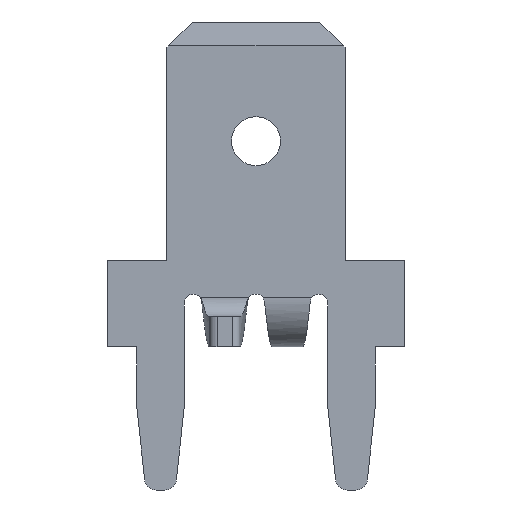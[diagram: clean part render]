
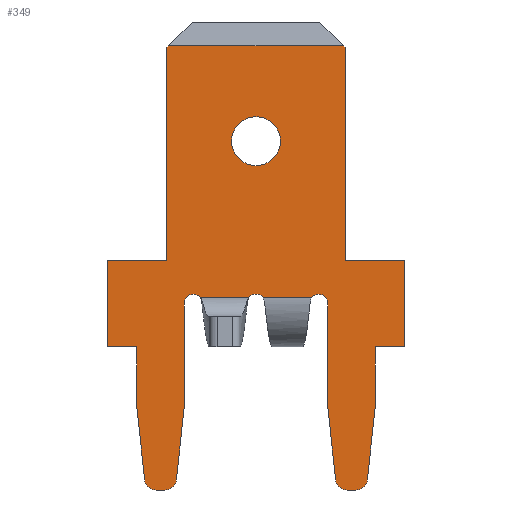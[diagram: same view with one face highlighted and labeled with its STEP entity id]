
A CAD part, front view. The second image highlights one B-rep face of the part: STEP entity #349.
In plain terms, the highlighted planar face has unit normal (0, -1, 0).
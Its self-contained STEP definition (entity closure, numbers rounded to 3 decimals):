
#349=ADVANCED_FACE('',(#832,#834),#836,.F.);
#832=FACE_BOUND('',#833,.T.);
#833=EDGE_LOOP('',(#1306,#1307,#1308,#1309,#1310,#1311,#1312,#1313,#1314,#1315,#1316,
#1317,#1318,#1319,#1320,#1321,#1322,#1323,#1324,#1325,#1326,#1327,#1328,#1329,#1330,
#1331,#1332,#1333,#1334,#1335));
#834=FACE_BOUND('',#835,.T.);
#835=EDGE_LOOP('',(#1336));
#836=PLANE('',#837);
#837=AXIS2_PLACEMENT_3D('',#838,#839,#840);
#838=CARTESIAN_POINT('',(0.,-0.4,0.));
#839=DIRECTION('',(-0.,1.,0.));
#840=DIRECTION('',(1.,0.,0.));
#1306=ORIENTED_EDGE('',*,*,#1560,.F.);
#1307=ORIENTED_EDGE('',*,*,#1522,.F.);
#1308=ORIENTED_EDGE('',*,*,#1523,.F.);
#1309=ORIENTED_EDGE('',*,*,#1525,.F.);
#1310=ORIENTED_EDGE('',*,*,#1527,.F.);
#1311=ORIENTED_EDGE('',*,*,#1529,.F.);
#1312=ORIENTED_EDGE('',*,*,#1531,.F.);
#1313=ORIENTED_EDGE('',*,*,#1533,.F.);
#1314=ORIENTED_EDGE('',*,*,#1535,.F.);
#1315=ORIENTED_EDGE('',*,*,#1537,.F.);
#1316=ORIENTED_EDGE('',*,*,#1539,.F.);
#1317=ORIENTED_EDGE('',*,*,#1541,.F.);
#1318=ORIENTED_EDGE('',*,*,#1543,.F.);
#1319=ORIENTED_EDGE('',*,*,#1546,.F.);
#1320=ORIENTED_EDGE('',*,*,#1561,.T.);
#1321=ORIENTED_EDGE('',*,*,#1553,.F.);
#1322=ORIENTED_EDGE('',*,*,#1562,.T.);
#1323=ORIENTED_EDGE('',*,*,#1489,.F.);
#1324=ORIENTED_EDGE('',*,*,#1490,.F.);
#1325=ORIENTED_EDGE('',*,*,#1492,.F.);
#1326=ORIENTED_EDGE('',*,*,#1494,.F.);
#1327=ORIENTED_EDGE('',*,*,#1496,.F.);
#1328=ORIENTED_EDGE('',*,*,#1498,.F.);
#1329=ORIENTED_EDGE('',*,*,#1500,.F.);
#1330=ORIENTED_EDGE('',*,*,#1502,.F.);
#1331=ORIENTED_EDGE('',*,*,#1504,.F.);
#1332=ORIENTED_EDGE('',*,*,#1506,.F.);
#1333=ORIENTED_EDGE('',*,*,#1508,.F.);
#1334=ORIENTED_EDGE('',*,*,#1510,.F.);
#1335=ORIENTED_EDGE('',*,*,#1513,.F.);
#1336=ORIENTED_EDGE('',*,*,#1486,.T.);
#1486=EDGE_CURVE('',#1679,#1679,#1680,.T.);
#1489=EDGE_CURVE('',#1683,#1681,#1685,.T.);
#1490=EDGE_CURVE('',#1686,#1683,#1687,.T.);
#1492=EDGE_CURVE('',#1689,#1686,#1690,.T.);
#1494=EDGE_CURVE('',#1692,#1689,#1693,.T.);
#1496=EDGE_CURVE('',#1695,#1692,#1696,.T.);
#1498=EDGE_CURVE('',#1698,#1695,#1699,.T.);
#1500=EDGE_CURVE('',#1701,#1698,#1702,.T.);
#1502=EDGE_CURVE('',#1704,#1701,#1705,.T.);
#1504=EDGE_CURVE('',#1707,#1704,#1708,.T.);
#1506=EDGE_CURVE('',#1710,#1707,#1711,.T.);
#1508=EDGE_CURVE('',#1713,#1710,#1714,.T.);
#1510=EDGE_CURVE('',#1716,#1713,#1717,.T.);
#1513=EDGE_CURVE('',#1719,#1716,#1722,.T.);
#1522=EDGE_CURVE('',#1734,#1731,#1736,.T.);
#1523=EDGE_CURVE('',#1737,#1734,#1738,.T.);
#1525=EDGE_CURVE('',#1740,#1737,#1741,.T.);
#1527=EDGE_CURVE('',#1743,#1740,#1744,.T.);
#1529=EDGE_CURVE('',#1746,#1743,#1747,.T.);
#1531=EDGE_CURVE('',#1749,#1746,#1750,.T.);
#1533=EDGE_CURVE('',#1752,#1749,#1753,.T.);
#1535=EDGE_CURVE('',#1755,#1752,#1756,.T.);
#1537=EDGE_CURVE('',#1758,#1755,#1759,.T.);
#1539=EDGE_CURVE('',#1761,#1758,#1762,.T.);
#1541=EDGE_CURVE('',#1764,#1761,#1765,.T.);
#1543=EDGE_CURVE('',#1767,#1764,#1768,.T.);
#1546=EDGE_CURVE('',#1770,#1767,#1772,.T.);
#1553=EDGE_CURVE('',#1782,#1784,#1785,.T.);
#1560=EDGE_CURVE('',#1731,#1719,#1796,.T.);
#1561=EDGE_CURVE('',#1770,#1784,#1797,.T.);
#1562=EDGE_CURVE('',#1782,#1681,#1798,.T.);
#1679=VERTEX_POINT('',#2001);
#1680=CIRCLE('',#2002,0.65);
#1681=VERTEX_POINT('',#2006);
#1683=VERTEX_POINT('',#2010);
#1685=CIRCLE('',#2014,0.235);
#1686=VERTEX_POINT('',#2018);
#1687=LINE('',#2019,#2020);
#1689=VERTEX_POINT('',#2025);
#1690=LINE('',#2026,#2027);
#1692=VERTEX_POINT('',#2032);
#1693=CIRCLE('',#2033,0.318);
#1695=VERTEX_POINT('',#2040);
#1696=LINE('',#2041,#2042);
#1698=VERTEX_POINT('',#2047);
#1699=CIRCLE('',#2048,0.318);
#1701=VERTEX_POINT('',#2055);
#1702=LINE('',#2056,#2057);
#1704=VERTEX_POINT('',#2062);
#1705=LINE('',#2063,#2064);
#1707=VERTEX_POINT('',#2069);
#1708=LINE('',#2070,#2071);
#1710=VERTEX_POINT('',#2076);
#1711=LINE('',#2077,#2078);
#1713=VERTEX_POINT('',#2083);
#1714=LINE('',#2084,#2085);
#1716=VERTEX_POINT('',#2090);
#1717=LINE('',#2091,#2092);
#1719=VERTEX_POINT('',#2097);
#1722=LINE('',#2102,#2103);
#1731=VERTEX_POINT('',#2123);
#1734=VERTEX_POINT('',#2130);
#1736=LINE('',#2134,#2135);
#1737=VERTEX_POINT('',#2137);
#1738=LINE('',#2138,#2139);
#1740=VERTEX_POINT('',#2144);
#1741=LINE('',#2145,#2146);
#1743=VERTEX_POINT('',#2151);
#1744=LINE('',#2152,#2153);
#1746=VERTEX_POINT('',#2158);
#1747=LINE('',#2159,#2160);
#1749=VERTEX_POINT('',#2165);
#1750=LINE('',#2166,#2167);
#1752=VERTEX_POINT('',#2172);
#1753=LINE('',#2173,#2174);
#1755=VERTEX_POINT('',#2179);
#1756=CIRCLE('',#2180,0.318);
#1758=VERTEX_POINT('',#2187);
#1759=LINE('',#2188,#2189);
#1761=VERTEX_POINT('',#2194);
#1762=CIRCLE('',#2195,0.318);
#1764=VERTEX_POINT('',#2202);
#1765=LINE('',#2203,#2204);
#1767=VERTEX_POINT('',#2209);
#1768=LINE('',#2210,#2211);
#1770=VERTEX_POINT('',#2216);
#1772=CIRCLE('',#2220,0.235);
#1782=VERTEX_POINT('',#2275);
#1784=VERTEX_POINT('',#2279);
#1785=CIRCLE('',#2280,0.235);
#1796=LINE('',#2338,#2339);
#1797=LINE('',#2341,#2342);
#1798=LINE('',#2344,#2345);
#2001=CARTESIAN_POINT('',(0.65,-0.4,5.47));
#2002=AXIS2_PLACEMENT_3D('',#2003,#2004,#2005);
#2003=CARTESIAN_POINT('',(0.,-0.4,5.47));
#2004=DIRECTION('',(-0.,1.,0.));
#2005=DIRECTION('',(1.,0.,0.));
#2006=CARTESIAN_POINT('',(1.478,-0.4,1.3));
#2010=CARTESIAN_POINT('',(1.905,-0.4,1.165));
#2014=AXIS2_PLACEMENT_3D('',#2015,#2016,#2017);
#2015=CARTESIAN_POINT('',(1.67,-0.4,1.165));
#2016=DIRECTION('',(0.,-1.,-0.));
#2017=DIRECTION('',(1.,0.,0.));
#2018=CARTESIAN_POINT('',(1.905,-0.4,-1.562));
#2019=CARTESIAN_POINT('',(1.905,-0.4,-1.562));
#2020=VECTOR('',#2021,1.);
#2021=DIRECTION('',(0.,0.,1.));
#2025=CARTESIAN_POINT('',(2.117,-0.4,-3.527));
#2026=CARTESIAN_POINT('',(2.117,-0.4,-3.527));
#2027=VECTOR('',#2028,1.);
#2028=DIRECTION('',(-0.107,0.,0.994));
#2032=CARTESIAN_POINT('',(2.432,-0.4,-3.81));
#2033=AXIS2_PLACEMENT_3D('',#2034,#2035,#2036);
#2034=CARTESIAN_POINT('',(2.432,-0.4,-3.493));
#2035=DIRECTION('',(-0.,1.,0.));
#2036=DIRECTION('',(0.,0.,-1.));
#2040=CARTESIAN_POINT('',(2.648,-0.4,-3.81));
#2041=CARTESIAN_POINT('',(2.648,-0.4,-3.81));
#2042=VECTOR('',#2043,1.);
#2043=DIRECTION('',(-1.,0.,0.));
#2047=CARTESIAN_POINT('',(2.963,-0.4,-3.527));
#2048=AXIS2_PLACEMENT_3D('',#2049,#2050,#2051);
#2049=CARTESIAN_POINT('',(2.648,-0.4,-3.493));
#2050=DIRECTION('',(-0.,1.,0.));
#2051=DIRECTION('',(0.994,0.,-0.107));
#2055=CARTESIAN_POINT('',(3.175,-0.4,-1.562));
#2056=CARTESIAN_POINT('',(3.175,-0.4,-1.562));
#2057=VECTOR('',#2058,1.);
#2058=DIRECTION('',(-0.107,0.,-0.994));
#2062=CARTESIAN_POINT('',(3.175,-0.4,0.));
#2063=CARTESIAN_POINT('',(3.175,-0.4,0.));
#2064=VECTOR('',#2065,1.);
#2065=DIRECTION('',(0.,0.,-1.));
#2069=CARTESIAN_POINT('',(3.96,-0.4,0.));
#2070=CARTESIAN_POINT('',(3.96,-0.4,0.));
#2071=VECTOR('',#2072,1.);
#2072=DIRECTION('',(-1.,0.,0.));
#2076=CARTESIAN_POINT('',(3.96,-0.4,2.29));
#2077=CARTESIAN_POINT('',(3.96,-0.4,2.29));
#2078=VECTOR('',#2079,1.);
#2079=DIRECTION('',(0.,0.,-1.));
#2083=CARTESIAN_POINT('',(2.375,-0.4,2.29));
#2084=CARTESIAN_POINT('',(2.375,-0.4,2.29));
#2085=VECTOR('',#2086,1.);
#2086=DIRECTION('',(1.,0.,0.));
#2090=CARTESIAN_POINT('',(2.375,-0.4,7.961));
#2091=CARTESIAN_POINT('',(2.375,-0.4,7.961));
#2092=VECTOR('',#2093,1.);
#2093=DIRECTION('',(0.,0.,-1.));
#2097=CARTESIAN_POINT('',(2.325,-0.4,8.011));
#2102=CARTESIAN_POINT('',(2.325,-0.4,8.011));
#2103=VECTOR('',#2104,1.);
#2104=DIRECTION('',(0.707,0.,-0.707));
#2123=CARTESIAN_POINT('',(-2.325,-0.4,8.011));
#2130=CARTESIAN_POINT('',(-2.375,-0.4,7.961));
#2134=CARTESIAN_POINT('',(-2.375,-0.4,7.961));
#2135=VECTOR('',#2136,1.);
#2136=DIRECTION('',(0.707,0.,0.707));
#2137=CARTESIAN_POINT('',(-2.375,-0.4,2.29));
#2138=CARTESIAN_POINT('',(-2.375,-0.4,2.29));
#2139=VECTOR('',#2140,1.);
#2140=DIRECTION('',(0.,0.,1.));
#2144=CARTESIAN_POINT('',(-3.96,-0.4,2.29));
#2145=CARTESIAN_POINT('',(-3.96,-0.4,2.29));
#2146=VECTOR('',#2147,1.);
#2147=DIRECTION('',(1.,0.,0.));
#2151=CARTESIAN_POINT('',(-3.96,-0.4,0.));
#2152=CARTESIAN_POINT('',(-3.96,-0.4,0.));
#2153=VECTOR('',#2154,1.);
#2154=DIRECTION('',(0.,0.,1.));
#2158=CARTESIAN_POINT('',(-3.175,-0.4,0.));
#2159=CARTESIAN_POINT('',(-3.175,-0.4,0.));
#2160=VECTOR('',#2161,1.);
#2161=DIRECTION('',(-1.,0.,0.));
#2165=CARTESIAN_POINT('',(-3.175,-0.4,-1.562));
#2166=CARTESIAN_POINT('',(-3.175,-0.4,-1.562));
#2167=VECTOR('',#2168,1.);
#2168=DIRECTION('',(0.,0.,1.));
#2172=CARTESIAN_POINT('',(-2.963,-0.4,-3.527));
#2173=CARTESIAN_POINT('',(-2.963,-0.4,-3.527));
#2174=VECTOR('',#2175,1.);
#2175=DIRECTION('',(-0.107,0.,0.994));
#2179=CARTESIAN_POINT('',(-2.648,-0.4,-3.81));
#2180=AXIS2_PLACEMENT_3D('',#2181,#2182,#2183);
#2181=CARTESIAN_POINT('',(-2.648,-0.4,-3.493));
#2182=DIRECTION('',(-0.,1.,0.));
#2183=DIRECTION('',(0.,0.,-1.));
#2187=CARTESIAN_POINT('',(-2.432,-0.4,-3.81));
#2188=CARTESIAN_POINT('',(-2.432,-0.4,-3.81));
#2189=VECTOR('',#2190,1.);
#2190=DIRECTION('',(-1.,0.,0.));
#2194=CARTESIAN_POINT('',(-2.117,-0.4,-3.527));
#2195=AXIS2_PLACEMENT_3D('',#2196,#2197,#2198);
#2196=CARTESIAN_POINT('',(-2.432,-0.4,-3.493));
#2197=DIRECTION('',(-0.,1.,0.));
#2198=DIRECTION('',(0.994,0.,-0.107));
#2202=CARTESIAN_POINT('',(-1.905,-0.4,-1.562));
#2203=CARTESIAN_POINT('',(-1.905,-0.4,-1.562));
#2204=VECTOR('',#2205,1.);
#2205=DIRECTION('',(-0.107,0.,-0.994));
#2209=CARTESIAN_POINT('',(-1.905,-0.4,1.165));
#2210=CARTESIAN_POINT('',(-1.905,-0.4,1.165));
#2211=VECTOR('',#2212,1.);
#2212=DIRECTION('',(0.,0.,-1.));
#2216=CARTESIAN_POINT('',(-1.478,-0.4,1.3));
#2220=AXIS2_PLACEMENT_3D('',#2221,#2222,#2223);
#2221=CARTESIAN_POINT('',(-1.67,-0.4,1.165));
#2222=DIRECTION('',(0.,-1.,-0.));
#2223=DIRECTION('',(0.819,0.,0.574));
#2275=CARTESIAN_POINT('',(0.192,-0.4,1.3));
#2279=CARTESIAN_POINT('',(-0.192,-0.4,1.3));
#2280=AXIS2_PLACEMENT_3D('',#2281,#2282,#2283);
#2281=CARTESIAN_POINT('',(0.,-0.4,1.165));
#2282=DIRECTION('',(0.,-1.,-0.));
#2283=DIRECTION('',(0.819,0.,0.574));
#2338=CARTESIAN_POINT('',(-2.325,-0.4,8.011));
#2339=VECTOR('',#2340,1.);
#2340=DIRECTION('',(1.,0.,0.));
#2341=CARTESIAN_POINT('',(-1.478,-0.4,1.3));
#2342=VECTOR('',#2343,1.);
#2343=DIRECTION('',(1.,0.,0.));
#2344=CARTESIAN_POINT('',(0.192,-0.4,1.3));
#2345=VECTOR('',#2346,1.);
#2346=DIRECTION('',(1.,0.,0.));
